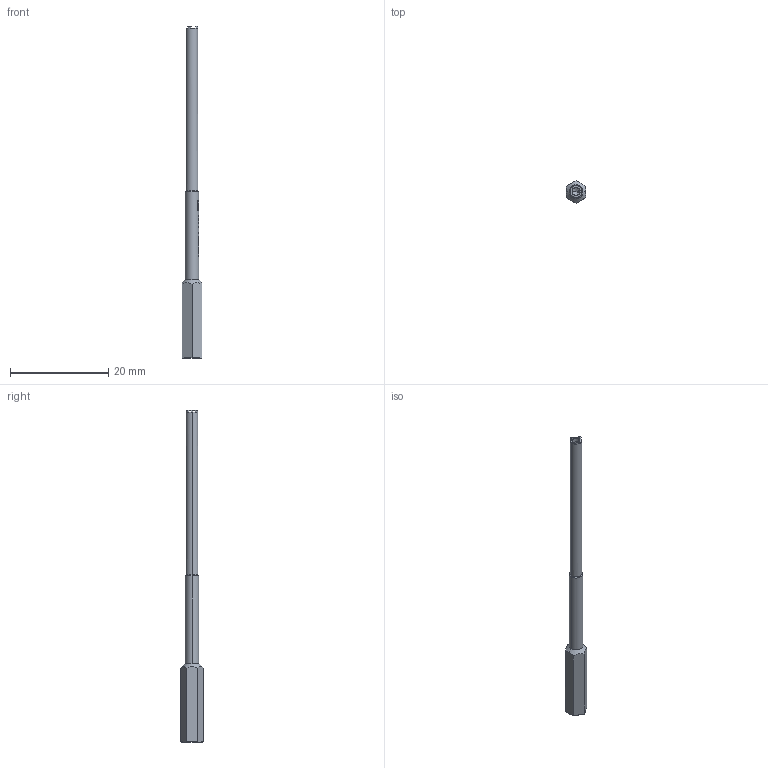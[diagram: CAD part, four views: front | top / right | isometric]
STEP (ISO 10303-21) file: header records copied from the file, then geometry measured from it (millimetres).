
FILE_DESCRIPTION (( 'STEP AP214' ), '1' );
FILE_NAME ('MOD-1007213-BIT732SP.STEP', '2023-01-23T12:04:28', ( '' ), ( '' ), 'SwSTEP 2.0', 'SolidWorks 2020', '' );
FILE_SCHEMA (( 'AUTOMOTIVE_DESIGN' ));
Length unit declared in the file: millimetre
Products named in the file (1): MOD-1007213-BIT732SP
Bounding box: 4 x 4.62 x 67.5 mm (x, y, z)
Volume: 453.6 mm3; surface area: 714.3 mm2
Topology: 1 solids, 1 shells, 188 faces, 522 edges, 339 vertices
Faces by surface type: plane 102, bspline 60, cylinder 20, cone 6
Entity records: 11045 total; most frequent: CARTESIAN_POINT 6749, ORIENTED_EDGE 1040, DIRECTION 648, EDGE_CURVE 520, VERTEX_POINT 339, LINE 222, VECTOR 222, AXIS2_PLACEMENT_3D 213
